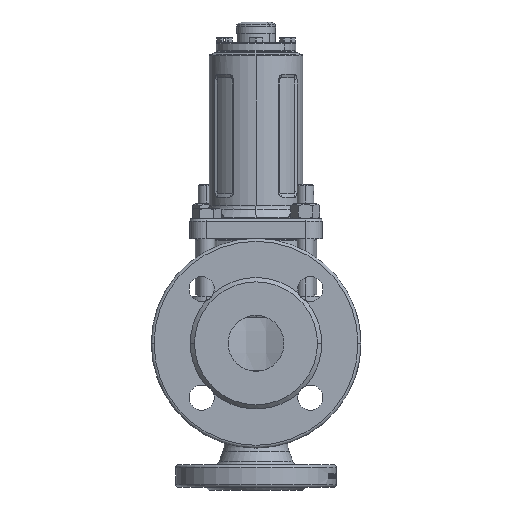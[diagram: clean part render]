
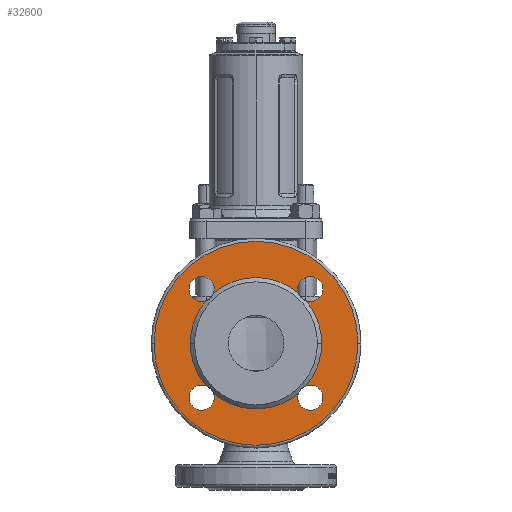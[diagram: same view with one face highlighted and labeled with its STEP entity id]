
A CAD part, left-side view. The second image highlights one B-rep face of the part: STEP entity #32600.
In plain terms, the highlighted planar face has unit normal (-1, 0, 0).
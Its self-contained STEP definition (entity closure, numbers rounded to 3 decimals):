
#3931=CARTESIAN_POINT('',(-97.,-29.891,-38.891));
#3932=VERTEX_POINT('',#3931);
#3939=CARTESIAN_POINT('',(-97.,-47.891,-38.891));
#3940=VERTEX_POINT('',#3939);
#3941=CARTESIAN_POINT('',(-97.,-38.891,-38.891));
#3942=DIRECTION('',(1.,-0.,-0.));
#3943=DIRECTION('',(0.,-1.,0.));
#3944=AXIS2_PLACEMENT_3D('',#3941,#3942,#3943);
#3945=CIRCLE('',#3944,9.);
#3946=EDGE_CURVE('NONE',#3940,#3932,#3945,.T.);
#3973=CARTESIAN_POINT('',(-97.,47.891,-38.891));
#3974=VERTEX_POINT('',#3973);
#3981=CARTESIAN_POINT('',(-97.,29.891,-38.891));
#3982=VERTEX_POINT('',#3981);
#3983=CARTESIAN_POINT('',(-97.,38.891,-38.891));
#3984=DIRECTION('',(1.,-0.,-0.));
#3985=DIRECTION('',(0.,-1.,0.));
#3986=AXIS2_PLACEMENT_3D('',#3983,#3984,#3985);
#3987=CIRCLE('',#3986,9.);
#3988=EDGE_CURVE('NONE',#3982,#3974,#3987,.T.);
#4015=CARTESIAN_POINT('',(-97.,47.891,38.891));
#4016=VERTEX_POINT('',#4015);
#4023=CARTESIAN_POINT('',(-97.,35.818,30.432));
#4024=VERTEX_POINT('',#4023);
#4025=CARTESIAN_POINT('',(-97.,38.891,38.891));
#4026=DIRECTION('',(1.,-0.,-0.));
#4027=DIRECTION('',(0.,-1.,0.));
#4028=AXIS2_PLACEMENT_3D('',#4025,#4026,#4027);
#4029=CIRCLE('',#4028,9.);
#4030=EDGE_CURVE('NONE',#4024,#4016,#4029,.T.);
#4032=CARTESIAN_POINT('',(-97.,30.432,35.818));
#4033=VERTEX_POINT('',#4032);
#4062=CARTESIAN_POINT('',(-97.,29.891,38.891));
#4063=VERTEX_POINT('',#4062);
#4064=CARTESIAN_POINT('',(-97.,38.891,38.891));
#4065=DIRECTION('',(1.,-0.,-0.));
#4066=DIRECTION('',(0.,-1.,0.));
#4067=AXIS2_PLACEMENT_3D('',#4064,#4065,#4066);
#4068=CIRCLE('',#4067,9.);
#4069=EDGE_CURVE('NONE',#4063,#4033,#4068,.T.);
#4096=CARTESIAN_POINT('',(-97.,-29.891,38.891));
#4097=VERTEX_POINT('',#4096);
#4104=CARTESIAN_POINT('',(-97.,-30.432,35.818));
#4105=VERTEX_POINT('',#4104);
#4106=CARTESIAN_POINT('',(-97.,-38.891,38.891));
#4107=DIRECTION('',(1.,-0.,-0.));
#4108=DIRECTION('',(0.,-1.,0.));
#4109=AXIS2_PLACEMENT_3D('',#4106,#4107,#4108);
#4110=CIRCLE('',#4109,9.);
#4111=EDGE_CURVE('NONE',#4105,#4097,#4110,.T.);
#4113=CARTESIAN_POINT('',(-97.,-35.818,30.432));
#4114=VERTEX_POINT('',#4113);
#4143=CARTESIAN_POINT('',(-97.,-47.891,38.891));
#4144=VERTEX_POINT('',#4143);
#4145=CARTESIAN_POINT('',(-97.,-38.891,38.891));
#4146=DIRECTION('',(1.,-0.,-0.));
#4147=DIRECTION('',(0.,-1.,0.));
#4148=AXIS2_PLACEMENT_3D('',#4145,#4146,#4147);
#4149=CIRCLE('',#4148,9.);
#4150=EDGE_CURVE('NONE',#4144,#4114,#4149,.T.);
#4166=CARTESIAN_POINT('',(-97.,73.,-0.));
#4167=VERTEX_POINT('',#4166);
#4168=CARTESIAN_POINT('',(-97.,-73.,0.));
#4169=VERTEX_POINT('',#4168);
#4170=CARTESIAN_POINT('',(-97.,0.,0.));
#4171=DIRECTION('',(1.,0.,0.));
#4172=DIRECTION('',(-0.,1.,0.));
#4173=AXIS2_PLACEMENT_3D('',#4170,#4171,#4172);
#4174=CIRCLE('',#4173,73.);
#4175=EDGE_CURVE('NONE',#4167,#4169,#4174,.T.);
#5931=CARTESIAN_POINT('',(-97.,-47.,0.));
#5932=VERTEX_POINT('',#5931);
#5939=CARTESIAN_POINT('',(-97.,0.,0.));
#5940=DIRECTION('',(1.,0.,0.));
#5941=DIRECTION('',(-0.,1.,0.));
#5942=AXIS2_PLACEMENT_3D('',#5939,#5940,#5941);
#5943=CIRCLE('',#5942,47.);
#5944=EDGE_CURVE('NONE',#4114,#5932,#5943,.T.);
#5947=CARTESIAN_POINT('',(-97.,0.,0.));
#5948=DIRECTION('',(1.,0.,0.));
#5949=DIRECTION('',(-0.,1.,0.));
#5950=AXIS2_PLACEMENT_3D('',#5947,#5948,#5949);
#5951=CIRCLE('',#5950,47.);
#5952=EDGE_CURVE('NONE',#4033,#4105,#5951,.T.);
#5955=CARTESIAN_POINT('',(-97.,47.,-0.));
#5956=VERTEX_POINT('',#5955);
#5957=CARTESIAN_POINT('',(-97.,0.,0.));
#5958=DIRECTION('',(1.,0.,0.));
#5959=DIRECTION('',(-0.,1.,0.));
#5960=AXIS2_PLACEMENT_3D('',#5957,#5958,#5959);
#5961=CIRCLE('',#5960,47.);
#5962=EDGE_CURVE('NONE',#5956,#4024,#5961,.T.);
#29070=CARTESIAN_POINT('',(-97.,35.818,-30.432));
#29071=VERTEX_POINT('',#29070);
#29072=CARTESIAN_POINT('',(-97.,0.,0.));
#29073=DIRECTION('',(1.,0.,0.));
#29074=DIRECTION('',(-0.,1.,0.));
#29075=AXIS2_PLACEMENT_3D('',#29072,#29073,#29074);
#29076=CIRCLE('',#29075,47.);
#29077=EDGE_CURVE('NONE',#29071,#5956,#29076,.T.);
#29079=CARTESIAN_POINT('',(-97.,30.432,-35.818));
#29080=VERTEX_POINT('',#29079);
#29109=CARTESIAN_POINT('',(-97.,-30.432,-35.818));
#29110=VERTEX_POINT('',#29109);
#29111=CARTESIAN_POINT('',(-97.,0.,0.));
#29112=DIRECTION('',(1.,0.,0.));
#29113=DIRECTION('',(-0.,1.,0.));
#29114=AXIS2_PLACEMENT_3D('',#29111,#29112,#29113);
#29115=CIRCLE('',#29114,47.);
#29116=EDGE_CURVE('NONE',#29110,#29080,#29115,.T.);
#29118=CARTESIAN_POINT('',(-97.,-35.818,-30.432));
#29119=VERTEX_POINT('',#29118);
#29148=CARTESIAN_POINT('',(-97.,0.,0.));
#29149=DIRECTION('',(1.,0.,0.));
#29150=DIRECTION('',(-0.,1.,0.));
#29151=AXIS2_PLACEMENT_3D('',#29148,#29149,#29150);
#29152=CIRCLE('',#29151,47.);
#29153=EDGE_CURVE('NONE',#5932,#29119,#29152,.T.);
#32523=CARTESIAN_POINT('',(-97.,0.,0.));
#32524=DIRECTION('',(1.,0.,0.));
#32525=DIRECTION('',(-0.,1.,0.));
#32526=AXIS2_PLACEMENT_3D('',#32523,#32524,#32525);
#32527=CIRCLE('',#32526,73.);
#32528=EDGE_CURVE('NONE',#4169,#4167,#32527,.T.);
#32535=CARTESIAN_POINT('',(-97.,0.,73.));
#32536=DIRECTION('',(-1.,0.,0.));
#32537=DIRECTION('',(0.,-1.,0.));
#32538=AXIS2_PLACEMENT_3D('',#32535,#32536,#32537);
#32539=PLANE('',#32538);
#32540=CARTESIAN_POINT('',(-97.,-38.891,-38.891));
#32541=DIRECTION('',(1.,-0.,-0.));
#32542=DIRECTION('',(0.,-1.,0.));
#32543=AXIS2_PLACEMENT_3D('',#32540,#32541,#32542);
#32544=CIRCLE('',#32543,9.);
#32545=EDGE_CURVE('NONE',#29119,#3940,#32544,.T.);
#32546=ORIENTED_EDGE('',*,*,#32545,.T.);
#32547=ORIENTED_EDGE('',*,*,#3946,.T.);
#32548=CARTESIAN_POINT('',(-97.,-38.891,-38.891));
#32549=DIRECTION('',(1.,-0.,-0.));
#32550=DIRECTION('',(0.,-1.,0.));
#32551=AXIS2_PLACEMENT_3D('',#32548,#32549,#32550);
#32552=CIRCLE('',#32551,9.);
#32553=EDGE_CURVE('NONE',#3932,#29110,#32552,.T.);
#32554=ORIENTED_EDGE('',*,*,#32553,.T.);
#32555=ORIENTED_EDGE('',*,*,#29116,.T.);
#32556=CARTESIAN_POINT('',(-97.,38.891,-38.891));
#32557=DIRECTION('',(1.,-0.,-0.));
#32558=DIRECTION('',(0.,-1.,0.));
#32559=AXIS2_PLACEMENT_3D('',#32556,#32557,#32558);
#32560=CIRCLE('',#32559,9.);
#32561=EDGE_CURVE('NONE',#29080,#3982,#32560,.T.);
#32562=ORIENTED_EDGE('',*,*,#32561,.T.);
#32563=ORIENTED_EDGE('',*,*,#3988,.T.);
#32564=CARTESIAN_POINT('',(-97.,38.891,-38.891));
#32565=DIRECTION('',(1.,-0.,-0.));
#32566=DIRECTION('',(0.,-1.,0.));
#32567=AXIS2_PLACEMENT_3D('',#32564,#32565,#32566);
#32568=CIRCLE('',#32567,9.);
#32569=EDGE_CURVE('NONE',#3974,#29071,#32568,.T.);
#32570=ORIENTED_EDGE('',*,*,#32569,.T.);
#32571=ORIENTED_EDGE('',*,*,#29077,.T.);
#32572=ORIENTED_EDGE('',*,*,#5962,.T.);
#32573=ORIENTED_EDGE('',*,*,#4030,.T.);
#32574=CARTESIAN_POINT('',(-97.,38.891,38.891));
#32575=DIRECTION('',(1.,-0.,-0.));
#32576=DIRECTION('',(0.,-1.,0.));
#32577=AXIS2_PLACEMENT_3D('',#32574,#32575,#32576);
#32578=CIRCLE('',#32577,9.);
#32579=EDGE_CURVE('NONE',#4016,#4063,#32578,.T.);
#32580=ORIENTED_EDGE('',*,*,#32579,.T.);
#32581=ORIENTED_EDGE('',*,*,#4069,.T.);
#32582=ORIENTED_EDGE('',*,*,#5952,.T.);
#32583=ORIENTED_EDGE('',*,*,#4111,.T.);
#32584=CARTESIAN_POINT('',(-97.,-38.891,38.891));
#32585=DIRECTION('',(1.,-0.,-0.));
#32586=DIRECTION('',(0.,-1.,0.));
#32587=AXIS2_PLACEMENT_3D('',#32584,#32585,#32586);
#32588=CIRCLE('',#32587,9.);
#32589=EDGE_CURVE('NONE',#4097,#4144,#32588,.T.);
#32590=ORIENTED_EDGE('',*,*,#32589,.T.);
#32591=ORIENTED_EDGE('',*,*,#4150,.T.);
#32592=ORIENTED_EDGE('',*,*,#5944,.T.);
#32593=ORIENTED_EDGE('',*,*,#29153,.T.);
#32594=EDGE_LOOP('',(#32546,#32547,#32554,#32555,#32562,#32563,#32570,#32571,#32572,#32573,#32580,#32581,#32582,#32583,#32590,#32591,#32592,#32593));
#32595=FACE_BOUND('',#32594,.T.);
#32596=ORIENTED_EDGE('',*,*,#4175,.F.);
#32597=ORIENTED_EDGE('',*,*,#32528,.F.);
#32598=EDGE_LOOP('',(#32596,#32597));
#32599=FACE_BOUND('',#32598,.T.);
#32600=ADVANCED_FACE('NONE',(#32595,#32599),#32539,.T.);
